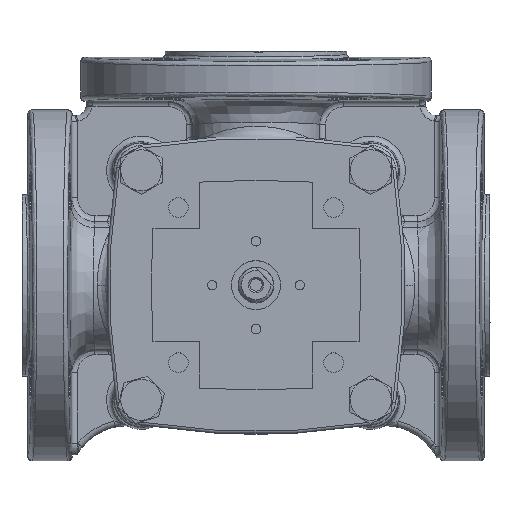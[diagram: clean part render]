
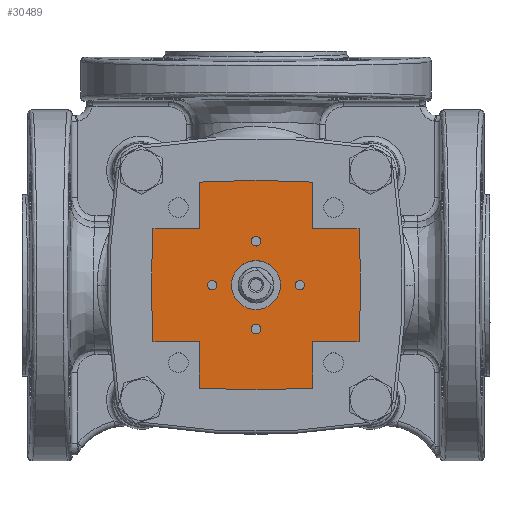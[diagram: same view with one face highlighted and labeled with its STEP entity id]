
A CAD part, top view. The second image highlights one B-rep face of the part: STEP entity #30489.
In plain terms, the highlighted planar face has unit normal (0, 0, 1).
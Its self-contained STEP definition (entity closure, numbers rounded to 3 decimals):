
#30262=CARTESIAN_POINT('Vertex',(8.35,0.,15.)) ;
#30267=CARTESIAN_POINT('Axis2P3D Location',(0.,0.,15.)) ;
#30271=CARTESIAN_POINT('Vertex',(-8.35,0.,15.)) ;
#30293=CARTESIAN_POINT('Axis2P3D Location',(0.,0.,15.)) ;
#30310=CARTESIAN_POINT('Axis2P3D Location',(0.,0.,15.)) ;
#30315=CARTESIAN_POINT('Axis2P3D Location',(0.,264.,15.)) ;
#30319=CARTESIAN_POINT('Vertex',(-19.5,-35.366,15.)) ;
#30321=CARTESIAN_POINT('Vertex',(19.5,-35.366,15.)) ;
#30324=CARTESIAN_POINT('Line Origine',(19.5,-27.433,15.)) ;
#30328=CARTESIAN_POINT('Vertex',(19.5,-19.5,15.)) ;
#30331=CARTESIAN_POINT('Line Origine',(27.433,-19.5,15.)) ;
#30335=CARTESIAN_POINT('Vertex',(35.366,-19.5,15.)) ;
#30338=CARTESIAN_POINT('Axis2P3D Location',(-264.,0.,15.)) ;
#30342=CARTESIAN_POINT('Vertex',(35.366,19.5,15.)) ;
#30345=CARTESIAN_POINT('Line Origine',(27.433,19.5,15.)) ;
#30349=CARTESIAN_POINT('Vertex',(19.5,19.5,15.)) ;
#30352=CARTESIAN_POINT('Line Origine',(19.5,27.433,15.)) ;
#30356=CARTESIAN_POINT('Vertex',(19.5,35.366,15.)) ;
#30359=CARTESIAN_POINT('Axis2P3D Location',(0.,-264.,15.)) ;
#30363=CARTESIAN_POINT('Vertex',(-19.5,35.366,15.)) ;
#30366=CARTESIAN_POINT('Line Origine',(-19.5,27.433,15.)) ;
#30370=CARTESIAN_POINT('Vertex',(-19.5,19.5,15.)) ;
#30373=CARTESIAN_POINT('Line Origine',(-27.433,19.5,15.)) ;
#30377=CARTESIAN_POINT('Vertex',(-35.366,19.5,15.)) ;
#30380=CARTESIAN_POINT('Axis2P3D Location',(264.,0.,15.)) ;
#30384=CARTESIAN_POINT('Vertex',(-35.366,-19.5,15.)) ;
#30387=CARTESIAN_POINT('Line Origine',(-27.433,-19.5,15.)) ;
#30391=CARTESIAN_POINT('Vertex',(-19.5,-19.5,15.)) ;
#30394=CARTESIAN_POINT('Line Origine',(-19.5,-27.433,15.)) ;
#30417=CARTESIAN_POINT('Axis2P3D Location',(15.,0.,15.)) ;
#30421=CARTESIAN_POINT('Vertex',(16.625,0.,15.)) ;
#30423=CARTESIAN_POINT('Vertex',(13.375,0.,15.)) ;
#30426=CARTESIAN_POINT('Axis2P3D Location',(15.,0.,15.)) ;
#30435=CARTESIAN_POINT('Axis2P3D Location',(0.,-15.,15.)) ;
#30439=CARTESIAN_POINT('Vertex',(1.625,-15.,15.)) ;
#30441=CARTESIAN_POINT('Vertex',(-1.625,-15.,15.)) ;
#30444=CARTESIAN_POINT('Axis2P3D Location',(0.,-15.,15.)) ;
#30453=CARTESIAN_POINT('Axis2P3D Location',(-15.,0.,15.)) ;
#30457=CARTESIAN_POINT('Vertex',(-13.375,0.,15.)) ;
#30459=CARTESIAN_POINT('Vertex',(-16.625,0.,15.)) ;
#30462=CARTESIAN_POINT('Axis2P3D Location',(-15.,0.,15.)) ;
#30471=CARTESIAN_POINT('Axis2P3D Location',(0.,15.,15.)) ;
#30475=CARTESIAN_POINT('Vertex',(1.625,15.,15.)) ;
#30477=CARTESIAN_POINT('Vertex',(-1.625,15.,15.)) ;
#30480=CARTESIAN_POINT('Axis2P3D Location',(0.,15.,15.)) ;
#30268=DIRECTION('Axis2P3D Direction',(0.,0.,1.)) ;
#30294=DIRECTION('Axis2P3D Direction',(0.,0.,1.)) ;
#30311=DIRECTION('Axis2P3D Direction',(0.,0.,1.)) ;
#30312=DIRECTION('Axis2P3D XDirection',(1.,0.,0.)) ;
#30316=DIRECTION('Axis2P3D Direction',(0.,0.,1.)) ;
#30325=DIRECTION('Vector Direction',(0.,-1.,0.)) ;
#30332=DIRECTION('Vector Direction',(-1.,0.,0.)) ;
#30339=DIRECTION('Axis2P3D Direction',(0.,0.,1.)) ;
#30346=DIRECTION('Vector Direction',(1.,0.,0.)) ;
#30353=DIRECTION('Vector Direction',(0.,-1.,0.)) ;
#30360=DIRECTION('Axis2P3D Direction',(0.,0.,1.)) ;
#30367=DIRECTION('Vector Direction',(0.,1.,0.)) ;
#30374=DIRECTION('Vector Direction',(1.,0.,0.)) ;
#30381=DIRECTION('Axis2P3D Direction',(0.,0.,1.)) ;
#30388=DIRECTION('Vector Direction',(-1.,0.,0.)) ;
#30395=DIRECTION('Vector Direction',(0.,1.,0.)) ;
#30418=DIRECTION('Axis2P3D Direction',(0.,0.,1.)) ;
#30427=DIRECTION('Axis2P3D Direction',(0.,0.,1.)) ;
#30436=DIRECTION('Axis2P3D Direction',(0.,0.,1.)) ;
#30445=DIRECTION('Axis2P3D Direction',(0.,0.,1.)) ;
#30454=DIRECTION('Axis2P3D Direction',(0.,0.,1.)) ;
#30463=DIRECTION('Axis2P3D Direction',(0.,0.,1.)) ;
#30472=DIRECTION('Axis2P3D Direction',(0.,0.,1.)) ;
#30481=DIRECTION('Axis2P3D Direction',(0.,0.,1.)) ;
#30269=AXIS2_PLACEMENT_3D('Circle Axis2P3D',#30267,#30268,$) ;
#30295=AXIS2_PLACEMENT_3D('Circle Axis2P3D',#30293,#30294,$) ;
#30313=AXIS2_PLACEMENT_3D('Plane Axis2P3D',#30310,#30311,#30312) ;
#30317=AXIS2_PLACEMENT_3D('Circle Axis2P3D',#30315,#30316,$) ;
#30340=AXIS2_PLACEMENT_3D('Circle Axis2P3D',#30338,#30339,$) ;
#30361=AXIS2_PLACEMENT_3D('Circle Axis2P3D',#30359,#30360,$) ;
#30382=AXIS2_PLACEMENT_3D('Circle Axis2P3D',#30380,#30381,$) ;
#30419=AXIS2_PLACEMENT_3D('Circle Axis2P3D',#30417,#30418,$) ;
#30428=AXIS2_PLACEMENT_3D('Circle Axis2P3D',#30426,#30427,$) ;
#30437=AXIS2_PLACEMENT_3D('Circle Axis2P3D',#30435,#30436,$) ;
#30446=AXIS2_PLACEMENT_3D('Circle Axis2P3D',#30444,#30445,$) ;
#30455=AXIS2_PLACEMENT_3D('Circle Axis2P3D',#30453,#30454,$) ;
#30464=AXIS2_PLACEMENT_3D('Circle Axis2P3D',#30462,#30463,$) ;
#30473=AXIS2_PLACEMENT_3D('Circle Axis2P3D',#30471,#30472,$) ;
#30482=AXIS2_PLACEMENT_3D('Circle Axis2P3D',#30480,#30481,$) ;
#30400=ORIENTED_EDGE('',*,*,#30323,.T.) ;
#30401=ORIENTED_EDGE('',*,*,#30330,.T.) ;
#30402=ORIENTED_EDGE('',*,*,#30337,.T.) ;
#30403=ORIENTED_EDGE('',*,*,#30344,.T.) ;
#30404=ORIENTED_EDGE('',*,*,#30351,.T.) ;
#30405=ORIENTED_EDGE('',*,*,#30358,.T.) ;
#30406=ORIENTED_EDGE('',*,*,#30365,.T.) ;
#30407=ORIENTED_EDGE('',*,*,#30372,.T.) ;
#30408=ORIENTED_EDGE('',*,*,#30379,.T.) ;
#30409=ORIENTED_EDGE('',*,*,#30386,.T.) ;
#30410=ORIENTED_EDGE('',*,*,#30393,.T.) ;
#30411=ORIENTED_EDGE('',*,*,#30398,.T.) ;
#30414=ORIENTED_EDGE('',*,*,#30273,.F.) ;
#30415=ORIENTED_EDGE('',*,*,#30297,.F.) ;
#30432=ORIENTED_EDGE('',*,*,#30425,.F.) ;
#30433=ORIENTED_EDGE('',*,*,#30430,.F.) ;
#30450=ORIENTED_EDGE('',*,*,#30443,.F.) ;
#30451=ORIENTED_EDGE('',*,*,#30448,.F.) ;
#30468=ORIENTED_EDGE('',*,*,#30461,.F.) ;
#30469=ORIENTED_EDGE('',*,*,#30466,.F.) ;
#30486=ORIENTED_EDGE('',*,*,#30479,.F.) ;
#30487=ORIENTED_EDGE('',*,*,#30484,.F.) ;
#30416=FACE_BOUND('',#30413,.T.) ;
#30434=FACE_BOUND('',#30431,.T.) ;
#30452=FACE_BOUND('',#30449,.T.) ;
#30470=FACE_BOUND('',#30467,.T.) ;
#30488=FACE_BOUND('',#30485,.T.) ;
#30326=VECTOR('Line Direction',#30325,1.) ;
#30333=VECTOR('Line Direction',#30332,1.) ;
#30347=VECTOR('Line Direction',#30346,1.) ;
#30354=VECTOR('Line Direction',#30353,1.) ;
#30368=VECTOR('Line Direction',#30367,1.) ;
#30375=VECTOR('Line Direction',#30374,1.) ;
#30389=VECTOR('Line Direction',#30388,1.) ;
#30396=VECTOR('Line Direction',#30395,1.) ;
#30489=ADVANCED_FACE('Body.2',(#30412,#30416,#30434,#30452,#30470,#30488),#30314,.T.) ;
#30270=CIRCLE('generated circle',#30269,8.35) ;
#30296=CIRCLE('generated circle',#30295,8.35) ;
#30318=CIRCLE('generated circle',#30317,300.) ;
#30341=CIRCLE('generated circle',#30340,300.) ;
#30362=CIRCLE('generated circle',#30361,300.) ;
#30383=CIRCLE('generated circle',#30382,300.) ;
#30420=CIRCLE('generated circle',#30419,1.625) ;
#30429=CIRCLE('generated circle',#30428,1.625) ;
#30438=CIRCLE('generated circle',#30437,1.625) ;
#30447=CIRCLE('generated circle',#30446,1.625) ;
#30456=CIRCLE('generated circle',#30455,1.625) ;
#30465=CIRCLE('generated circle',#30464,1.625) ;
#30474=CIRCLE('generated circle',#30473,1.625) ;
#30483=CIRCLE('generated circle',#30482,1.625) ;
#30273=EDGE_CURVE('',#30263,#30272,#30270,.T.) ;
#30297=EDGE_CURVE('',#30272,#30263,#30296,.T.) ;
#30323=EDGE_CURVE('',#30320,#30322,#30318,.T.) ;
#30330=EDGE_CURVE('',#30322,#30329,#30327,.F.) ;
#30337=EDGE_CURVE('',#30329,#30336,#30334,.F.) ;
#30344=EDGE_CURVE('',#30336,#30343,#30341,.T.) ;
#30351=EDGE_CURVE('',#30343,#30350,#30348,.F.) ;
#30358=EDGE_CURVE('',#30350,#30357,#30355,.F.) ;
#30365=EDGE_CURVE('',#30357,#30364,#30362,.T.) ;
#30372=EDGE_CURVE('',#30364,#30371,#30369,.F.) ;
#30379=EDGE_CURVE('',#30371,#30378,#30376,.F.) ;
#30386=EDGE_CURVE('',#30378,#30385,#30383,.T.) ;
#30393=EDGE_CURVE('',#30385,#30392,#30390,.F.) ;
#30398=EDGE_CURVE('',#30392,#30320,#30397,.F.) ;
#30425=EDGE_CURVE('',#30422,#30424,#30420,.T.) ;
#30430=EDGE_CURVE('',#30424,#30422,#30429,.T.) ;
#30443=EDGE_CURVE('',#30440,#30442,#30438,.T.) ;
#30448=EDGE_CURVE('',#30442,#30440,#30447,.T.) ;
#30461=EDGE_CURVE('',#30458,#30460,#30456,.T.) ;
#30466=EDGE_CURVE('',#30460,#30458,#30465,.T.) ;
#30479=EDGE_CURVE('',#30476,#30478,#30474,.T.) ;
#30484=EDGE_CURVE('',#30478,#30476,#30483,.T.) ;
#30399=EDGE_LOOP('',(#30400,#30401,#30402,#30403,#30404,#30405,#30406,#30407,#30408,#30409,#30410,#30411)) ;
#30413=EDGE_LOOP('',(#30414,#30415)) ;
#30431=EDGE_LOOP('',(#30432,#30433)) ;
#30449=EDGE_LOOP('',(#30450,#30451)) ;
#30467=EDGE_LOOP('',(#30468,#30469)) ;
#30485=EDGE_LOOP('',(#30486,#30487)) ;
#30412=FACE_OUTER_BOUND('',#30399,.T.) ;
#30327=LINE('Line',#30324,#30326) ;
#30334=LINE('Line',#30331,#30333) ;
#30348=LINE('Line',#30345,#30347) ;
#30355=LINE('Line',#30352,#30354) ;
#30369=LINE('Line',#30366,#30368) ;
#30376=LINE('Line',#30373,#30375) ;
#30390=LINE('Line',#30387,#30389) ;
#30397=LINE('Line',#30394,#30396) ;
#30314=PLANE('',#30313) ;
#30263=VERTEX_POINT('',#30262) ;
#30272=VERTEX_POINT('',#30271) ;
#30320=VERTEX_POINT('',#30319) ;
#30322=VERTEX_POINT('',#30321) ;
#30329=VERTEX_POINT('',#30328) ;
#30336=VERTEX_POINT('',#30335) ;
#30343=VERTEX_POINT('',#30342) ;
#30350=VERTEX_POINT('',#30349) ;
#30357=VERTEX_POINT('',#30356) ;
#30364=VERTEX_POINT('',#30363) ;
#30371=VERTEX_POINT('',#30370) ;
#30378=VERTEX_POINT('',#30377) ;
#30385=VERTEX_POINT('',#30384) ;
#30392=VERTEX_POINT('',#30391) ;
#30422=VERTEX_POINT('',#30421) ;
#30424=VERTEX_POINT('',#30423) ;
#30440=VERTEX_POINT('',#30439) ;
#30442=VERTEX_POINT('',#30441) ;
#30458=VERTEX_POINT('',#30457) ;
#30460=VERTEX_POINT('',#30459) ;
#30476=VERTEX_POINT('',#30475) ;
#30478=VERTEX_POINT('',#30477) ;
